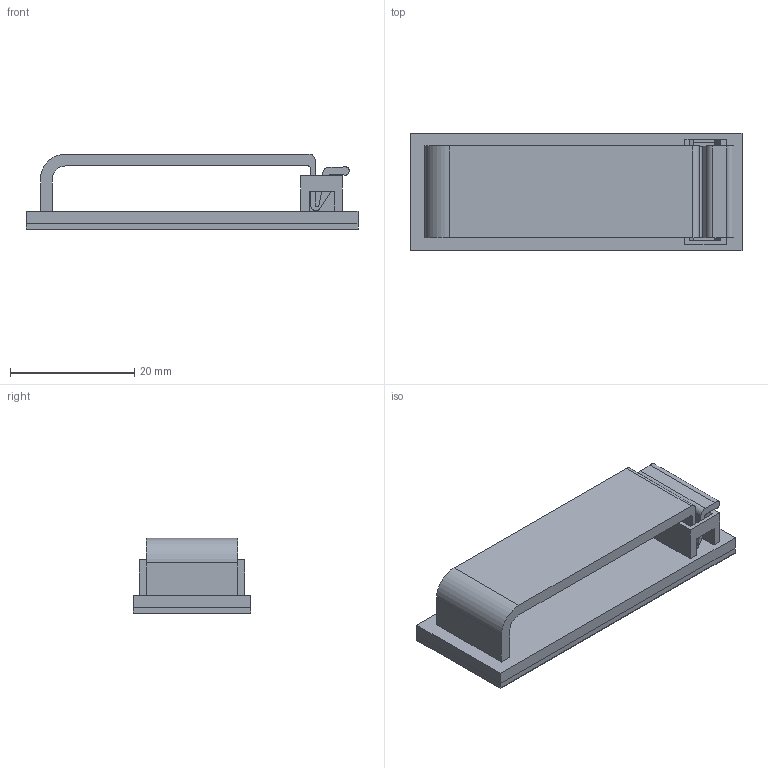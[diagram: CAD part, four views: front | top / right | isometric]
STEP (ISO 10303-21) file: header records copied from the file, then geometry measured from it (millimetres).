
FILE_DESCRIPTION(/* description */ ('Unknown'),/* implementation_level */ '2;1');
FILE_NAME(/* name */ '524256000',/* time_stamp */ '2018-10-16T08:52:49+02:00',/* author */ ('Unknown'),/* organization */ ('Unknown'),/* preprocessor_version */ 'ST-DEVELOPER v16.7',/* originating_system */ 'DEX',/* authorisation */ $);
FILE_SCHEMA (('AUTOMOTIVE_DESIGN {1 0 10303 214 3 1 1}'));
Length unit declared in the file: millimetre
Products named in the file (4): 524256000; Adhesive_tape; Release_tape
Assembly tree (3 placements, depth 2):
  524256000
    524256000
    Adhesive_tape
    Release_tape
Bounding box: 53.5 x 19 x 12.2 mm (x, y, z)
Volume: 4960.8 mm3; surface area: 9234.4 mm2
Topology: 3 solids, 3 shells, 56 faces, 150 edges, 100 vertices
Faces by surface type: plane 47, cylinder 9
Entity records: 1839 total; most frequent: CARTESIAN_POINT 310, ORIENTED_EDGE 300, DIRECTION 288, EDGE_CURVE 150, LINE 132, VECTOR 132, VERTEX_POINT 100, AXIS2_PLACEMENT_3D 78
